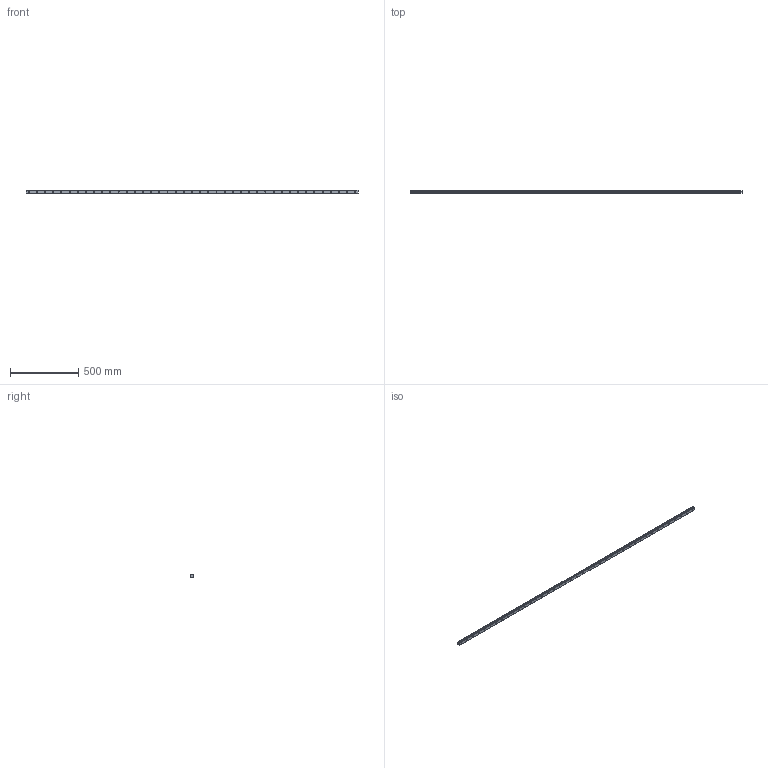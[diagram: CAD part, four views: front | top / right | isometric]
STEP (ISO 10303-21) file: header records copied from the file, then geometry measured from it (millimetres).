
FILE_DESCRIPTION (( 'STEP AP214' ), '1' );
FILE_NAME ('SHS25C1SS-2440L_G20_0_B-M6F_1174_0_0_0_1.STEP', '2021-06-18T14:08:59', ( '' ), ( '' ), 'SwSTEP 2.0', 'SolidWorks 2021', '' );
FILE_SCHEMA (( 'AUTOMOTIVE_DESIGN' ));
Length unit declared in the file: millimetre
Products named in the file (2): _SHS25C244020 Track; SHS25C1SS-2440L_G20_0_B-M6F_1174_0_0_0_1
Assembly tree (1 placements, depth 2):
  SHS25C1SS-2440L_G20_0_B-M6F_1174_0_0_0_1
    _SHS25C244020 Track
Bounding box: 2440 x 20 x 23 mm (x, y, z)
Volume: 945827.6 mm3; surface area: 232807.2 mm2
Topology: 1 solids, 1 shells, 247 faces, 612 edges, 408 vertices
Faces by surface type: cylinder 190, plane 57
Entity records: 7776 total; most frequent: DIRECTION 1494, CARTESIAN_POINT 1271, ORIENTED_EDGE 1224, AXIS2_PLACEMENT_3D 631, EDGE_CURVE 612, VERTEX_POINT 408, CIRCLE 380, EDGE_LOOP 370
